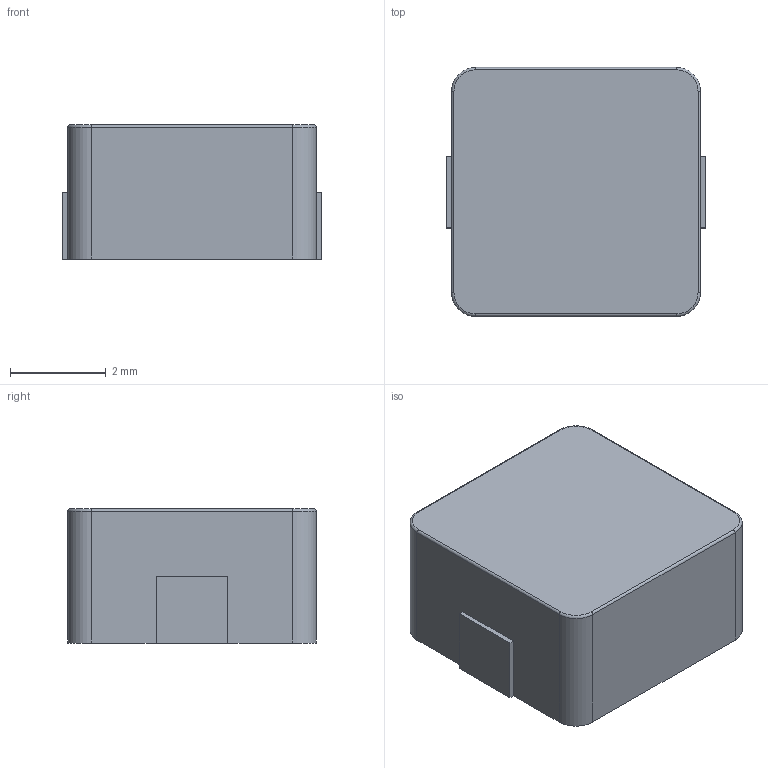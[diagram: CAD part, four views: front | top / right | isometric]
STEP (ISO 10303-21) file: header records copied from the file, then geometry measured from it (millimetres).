
FILE_DESCRIPTION(/* description */ (''),/* implementation_level */ '2;1');
FILE_NAME(/* name */ 'EATON_HCM1A0503V3-2R2-R.step',/* time_stamp */ '2026-02-06T13:01:23+01:00',/* author */ (''),/* organization */ (''),/* preprocessor_version */ 'ST-DEVELOPER v20.1',/* originating_system */ 'Autodesk Translation Framework v14.24.0.0',/* authorisation */ '');
FILE_SCHEMA (('AUTOMOTIVE_DESIGN { 1 0 10303 214 3 1 1 }'));
Length unit declared in the file: millimetre
Products named in the file (1): EATON_HCM1A0503V3-2R2-R
Bounding box: 5.4 x 5.2 x 2.8 mm (x, y, z)
Volume: 75.5 mm3; surface area: 134.1 mm2
Topology: 3 solids, 3 shells, 38 faces, 88 edges, 56 vertices
Faces by surface type: plane 26, cylinder 8, torus 4
Entity records: 1113 total; most frequent: DIRECTION 186, CARTESIAN_POINT 183, ORIENTED_EDGE 176, EDGE_CURVE 88, LINE 68, VECTOR 68, AXIS2_PLACEMENT_3D 59, VERTEX_POINT 56
